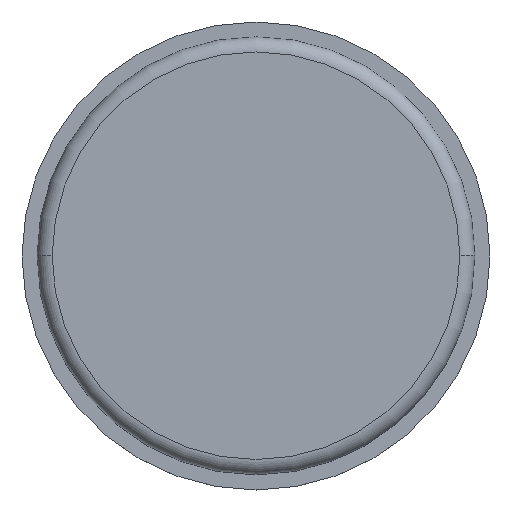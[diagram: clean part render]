
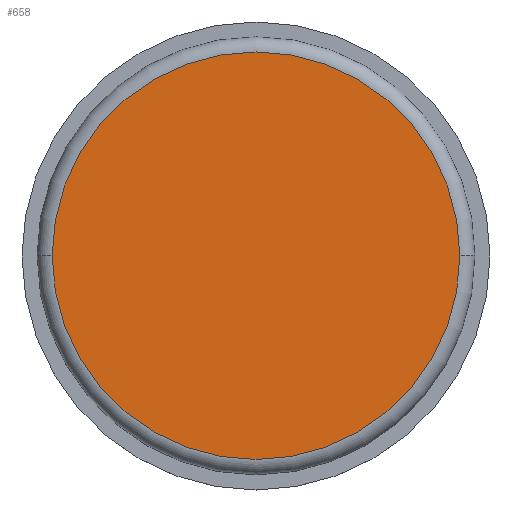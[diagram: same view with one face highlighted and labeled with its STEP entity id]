
A CAD part, top view. The second image highlights one B-rep face of the part: STEP entity #658.
In plain terms, the highlighted planar face has unit normal (0, 0, 1).
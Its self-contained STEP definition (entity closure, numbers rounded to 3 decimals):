
#16=CARTESIAN_POINT('',(0.,-47.4,-23.1));
#17=DIRECTION('',(0.,0.,1.));
#18=DIRECTION('',(-1.,0.,0.));
#19=AXIS2_PLACEMENT_3D('',#16,#17,#18);
#25=CARTESIAN_POINT('',(0.,-47.4,-23.1));
#26=DIRECTION('',(0.,0.,1.));
#27=DIRECTION('',(1.,0.,0.));
#28=AXIS2_PLACEMENT_3D('',#25,#26,#27);
#639=CARTESIAN_POINT('',(-6.75,-47.4,-23.1));
#640=CARTESIAN_POINT('',(6.75,-47.4,-23.1));
#641=VERTEX_POINT('',#639);
#642=VERTEX_POINT('',#640);
#647=CARTESIAN_POINT('',(0.,0.,-23.1));
#648=DIRECTION('',(0.,0.,1.));
#649=DIRECTION('',(1.,0.,0.));
#650=AXIS2_PLACEMENT_3D('',#647,#648,#649);
#651=PLANE('',#650);
#653=ORIENTED_EDGE('',*,*,#652,.F.);
#655=ORIENTED_EDGE('',*,*,#654,.F.);
#656=EDGE_LOOP('',(#653,#655));
#657=FACE_OUTER_BOUND('',#656,.F.);
#658=ADVANCED_FACE('',(#657),#651,.T.);
#20=CIRCLE('',#19,6.75);
#29=CIRCLE('',#28,6.75);
#652=EDGE_CURVE('',#641,#642,#20,.T.);
#654=EDGE_CURVE('',#642,#641,#29,.T.);
